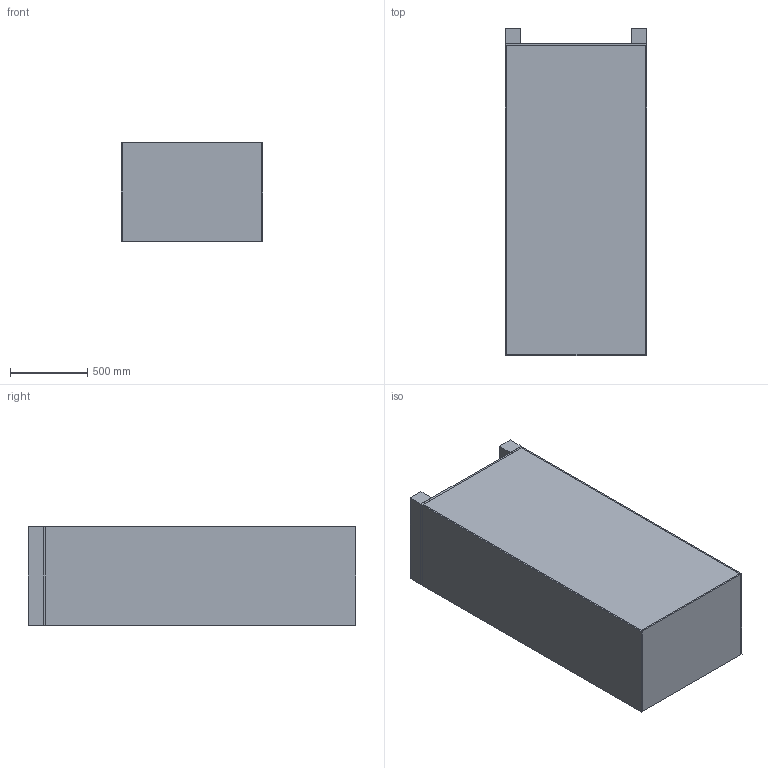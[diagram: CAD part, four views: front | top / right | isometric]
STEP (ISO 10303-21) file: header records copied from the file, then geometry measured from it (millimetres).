
FILE_DESCRIPTION (( 'STEP AP203' ), '1' );
FILE_NAME ('MS001-A.06.002MB.1.1婦蚾躂眊.step', '2021-08-27T10:48:47', ( 'Windows User' ), ( 'P R C' ), 'SwSTEP 2.0', 'SolidWorks 2016', '' );
FILE_SCHEMA (( 'CONFIG_CONTROL_DESIGN' ));
Length unit declared in the file: millimetre
Products named in the file (1): MS001-A.06.002MB.1.1婦蚾躂眊
Bounding box: 920 x 2125 x 639 mm (x, y, z)
Volume: 89037000 mm3; surface area: 15514230 mm2
Topology: 8 solids, 8 shells, 48 faces, 96 edges, 64 vertices
Faces by surface type: plane 48
Entity records: 1283 total; most frequent: CARTESIAN_POINT 209, DIRECTION 194, ORIENTED_EDGE 192, VECTOR 96, EDGE_CURVE 96, LINE 96, VERTEX_POINT 64, AXIS2_PLACEMENT_3D 49
